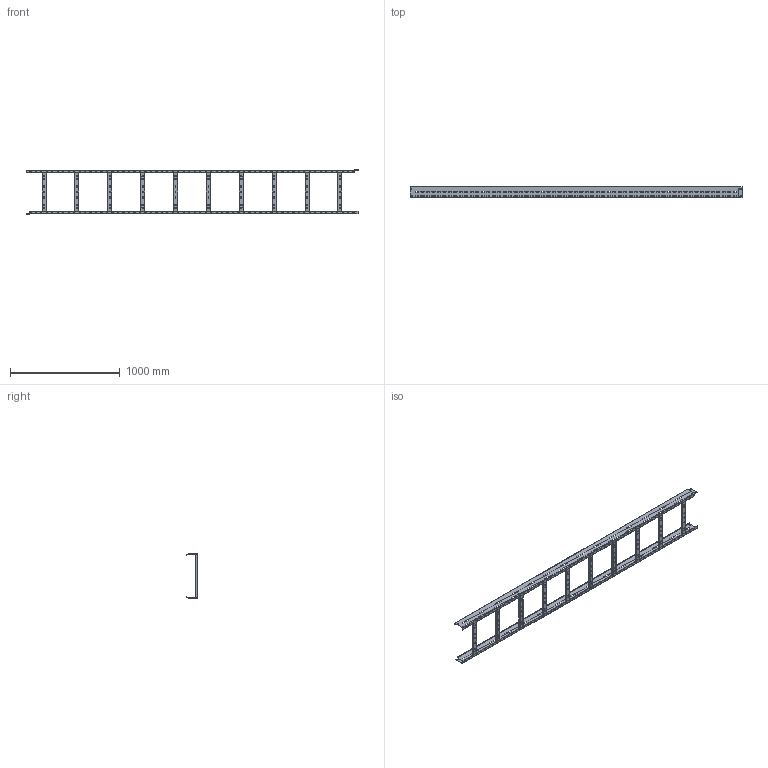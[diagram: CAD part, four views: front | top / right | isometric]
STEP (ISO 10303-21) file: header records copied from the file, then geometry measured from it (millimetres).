
FILE_DESCRIPTION (( 'STEP AP203' ), '1' );
FILE_NAME ('LLK1-100-400 Ëîòîê ëåñòíè÷íûé 100õ400õ3000, 1,2 ìì.STEP', '2016-02-11T11:05:59', ( '' ), ( '' ), 'SwSTEP 2.0', 'SolidWorks 2014', '' );
FILE_SCHEMA (( 'CONFIG_CONTROL_DESIGN' ));
Length unit declared in the file: millimetre
Products named in the file (1): LLK1-100-400 Ëîòîê ëåñòíè÷íûé 100õ400õ3000, 1,2 ìì
Bounding box: 3030 x 100 x 402.4 mm (x, y, z)
Volume: 1283248.6 mm3; surface area: 2033104.1 mm2
Topology: 1 solids, 1 shells, 1876 faces, 5674 edges, 3782 vertices
Faces by surface type: plane 1008, cylinder 868
Entity records: 65847 total; most frequent: ORIENTED_EDGE 11348, CARTESIAN_POINT 11333, DIRECTION 11164, EDGE_CURVE 5674, VECTOR 3938, LINE 3938, VERTEX_POINT 3782, AXIS2_PLACEMENT_3D 3613
